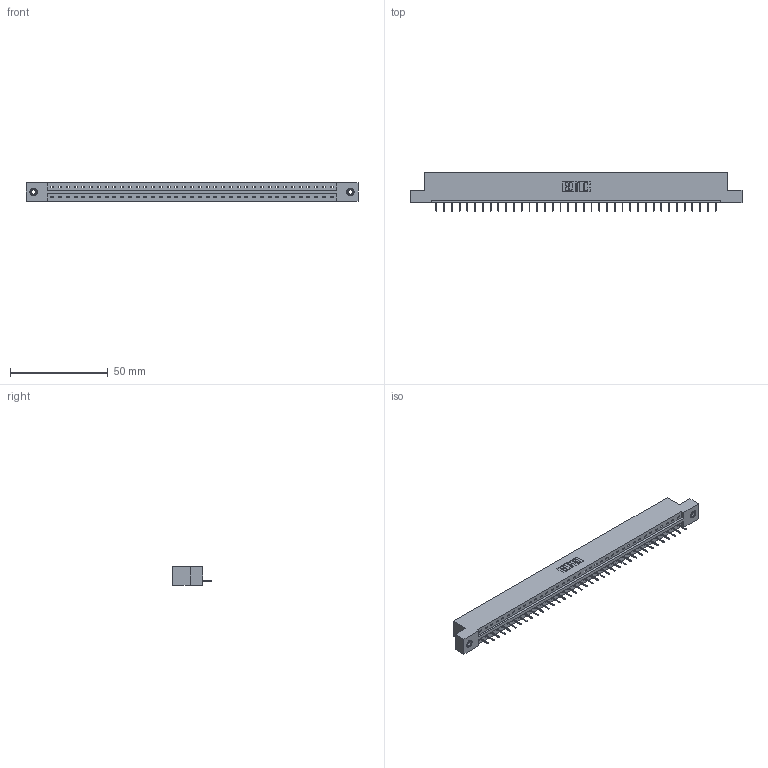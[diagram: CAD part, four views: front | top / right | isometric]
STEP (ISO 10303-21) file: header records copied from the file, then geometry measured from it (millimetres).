
FILE_DESCRIPTION (( 'STEP AP203' ), '1' );
FILE_NAME ('387-037-524-108.STEP', '2018-09-19T02:32:47', ( '' ), ( '' ), 'SwSTEP 2.0', 'SolidWorks 2016', '' );
FILE_SCHEMA (( 'CONFIG_CONTROL_DESIGN' ));
Length unit declared in the file: inch
Products named in the file (4): 337 Part_Flush Mounting Lugs - 0.156 Dia-TI; 345-292-001_345-293-124; 345-250-001_345-250-003-102; 387-037-524-108
Assembly tree (40 placements, depth 2):
  387-037-524-108
    337 Part_Flush Mounting Lugs - 0.156 Dia-TI
    345-292-001_345-293-124  x37
    345-250-001_345-250-003-102  x2
Bounding box: 169.62 x 19.69 x 9.4 mm (x, y, z)
Volume: 17414 mm3; surface area: 17482.8 mm2
Topology: 40 solids, 40 shells, 2616 faces, 7551 edges, 4878 vertices
Faces by surface type: plane 2026, cylinder 574, cone 12, torus 4
Entity records: 29410 total; most frequent: CARTESIAN_POINT 5100, ORIENTED_EDGE 5066, DIRECTION 4337, EDGE_CURVE 2533, VECTOR 2389, LINE 2389, VERTEX_POINT 1680, AXIS2_PLACEMENT_3D 974
